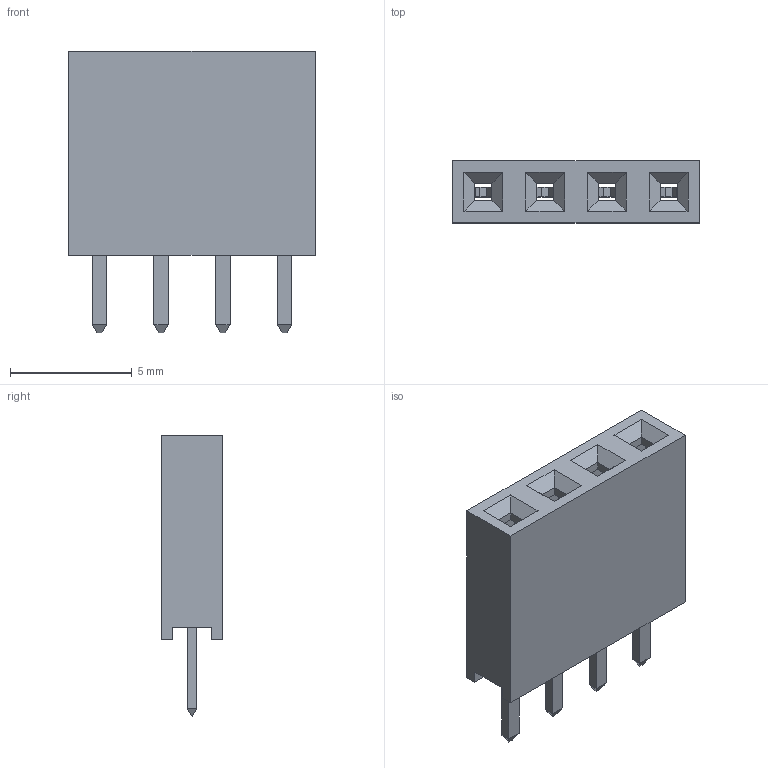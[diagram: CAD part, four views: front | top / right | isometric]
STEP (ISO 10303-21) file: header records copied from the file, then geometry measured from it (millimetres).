
FILE_DESCRIPTION (( 'STEP AP214' ), '1' );
FILE_NAME ('User Library-PBS-04.STEP', '2020-04-01T22:33:30', ( '' ), ( '' ), 'SwSTEP 2.0', 'SolidWorks 2019', '' );
FILE_SCHEMA (( 'AUTOMOTIVE_DESIGN' ));
Length unit declared in the file: millimetre
Products named in the file (1): User Library-PBS-04
Bounding box: 10.16 x 2.54 x 11.6 mm (x, y, z)
Volume: 129.3 mm3; surface area: 597.9 mm2
Topology: 1 solids, 1 shells, 126 faces, 364 edges, 232 vertices
Faces by surface type: plane 118, cylinder 8
Entity records: 4677 total; most frequent: ORIENTED_EDGE 728, CARTESIAN_POINT 723, DIRECTION 634, EDGE_CURVE 364, VECTOR 348, LINE 348, VERTEX_POINT 232, AXIS2_PLACEMENT_3D 143
